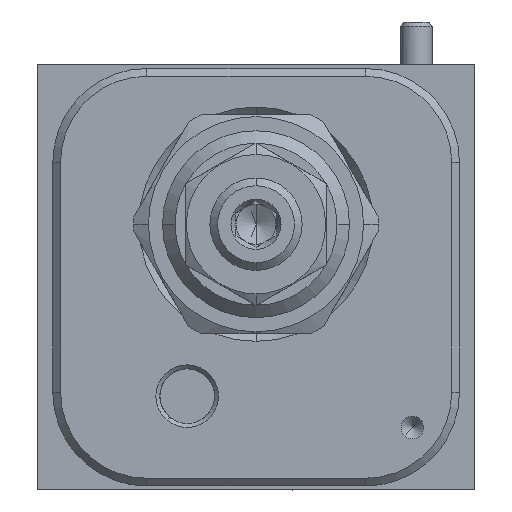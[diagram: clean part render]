
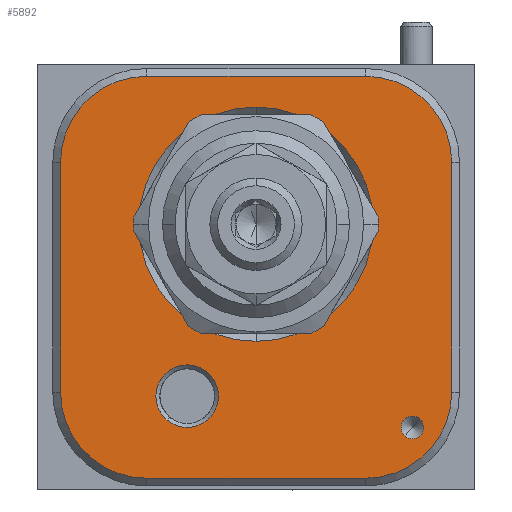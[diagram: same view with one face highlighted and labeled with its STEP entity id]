
A CAD part, front view. The second image highlights one B-rep face of the part: STEP entity #5892.
In plain terms, the highlighted planar face has unit normal (0, -1, 0).
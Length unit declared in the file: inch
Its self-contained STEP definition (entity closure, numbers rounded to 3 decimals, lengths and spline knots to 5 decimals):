
#2457=CARTESIAN_POINT('',(0.6,-4.875,0.375));
#2458=DIRECTION('',(0.,1.,0.));
#2459=DIRECTION('',(-0.643,0.,-0.766));
#2460=AXIS2_PLACEMENT_3D('',#2457,#2458,#2459);
#2462=CARTESIAN_POINT('',(0.6,-4.875,0.375));
#2463=DIRECTION('',(0.,1.,0.));
#2464=DIRECTION('',(0.643,0.,0.766));
#2465=AXIS2_PLACEMENT_3D('',#2462,#2463,#2464);
#2467=CARTESIAN_POINT('',(0.875,-4.875,1.062));
#2468=DIRECTION('',(0.,1.,0.));
#2469=DIRECTION('',(0.,0.,-1.));
#2470=AXIS2_PLACEMENT_3D('',#2467,#2468,#2469);
#2472=CARTESIAN_POINT('',(0.875,-4.875,1.062));
#2473=DIRECTION('',(0.,1.,0.));
#2474=DIRECTION('',(0.,0.,1.));
#2475=AXIS2_PLACEMENT_3D('',#2472,#2473,#2474);
#2477=CARTESIAN_POINT('',(1.5,-4.875,0.25));
#2478=DIRECTION('',(0.,1.,0.));
#2479=DIRECTION('',(-0.643,0.,-0.766));
#2480=AXIS2_PLACEMENT_3D('',#2477,#2478,#2479);
#2482=CARTESIAN_POINT('',(1.5,-4.875,0.25));
#2483=DIRECTION('',(0.,1.,0.));
#2484=DIRECTION('',(0.643,0.,0.766));
#2485=AXIS2_PLACEMENT_3D('',#2482,#2483,#2484);
#3217=CARTESIAN_POINT('',(1.313,-4.875,1.309));
#3218=DIRECTION('',(0.,1.,0.));
#3219=DIRECTION('',(0.,0.,1.));
#3220=AXIS2_PLACEMENT_3D('',#3217,#3218,#3219);
#3231=DIRECTION('',(1.,0.,0.));
#3232=VECTOR('',#3231,0.875);
#3233=CARTESIAN_POINT('',(0.438,-4.875,1.653));
#3234=LINE('',#3233,#3232);
#3243=CARTESIAN_POINT('',(0.438,-4.875,1.309));
#3244=DIRECTION('',(0.,1.,0.));
#3245=DIRECTION('',(-1.,0.,0.));
#3246=AXIS2_PLACEMENT_3D('',#3243,#3244,#3245);
#3257=DIRECTION('',(0.,0.,1.));
#3258=VECTOR('',#3257,0.918);
#3259=CARTESIAN_POINT('',(0.094,-4.875,0.391));
#3260=LINE('',#3259,#3258);
#3269=CARTESIAN_POINT('',(0.438,-4.875,0.391));
#3270=DIRECTION('',(0.,1.,0.));
#3271=DIRECTION('',(0.,0.,-1.));
#3272=AXIS2_PLACEMENT_3D('',#3269,#3270,#3271);
#3283=DIRECTION('',(-1.,0.,0.));
#3284=VECTOR('',#3283,0.875);
#3285=CARTESIAN_POINT('',(1.313,-4.875,0.047));
#3286=LINE('',#3285,#3284);
#3291=CARTESIAN_POINT('',(1.313,-4.875,0.391));
#3292=DIRECTION('',(0.,1.,0.));
#3293=DIRECTION('',(1.,0.,0.));
#3294=AXIS2_PLACEMENT_3D('',#3291,#3292,#3293);
#3309=DIRECTION('',(0.,0.,-1.));
#3310=VECTOR('',#3309,0.918);
#3311=CARTESIAN_POINT('',(1.657,-4.875,1.309));
#3312=LINE('',#3311,#3310);
#4445=CARTESIAN_POINT('',(0.51965,-4.875,0.27924));
#4446=CARTESIAN_POINT('',(0.68035,-4.875,0.47076));
#4447=VERTEX_POINT('',#4445);
#4448=VERTEX_POINT('',#4446);
#4492=CARTESIAN_POINT('',(0.875,-4.875,0.594));
#4493=CARTESIAN_POINT('',(0.875,-4.875,1.53));
#4494=VERTEX_POINT('',#4492);
#4495=VERTEX_POINT('',#4493);
#4544=CARTESIAN_POINT('',(1.313,-4.875,0.047));
#4545=CARTESIAN_POINT('',(0.438,-4.875,0.047));
#4546=VERTEX_POINT('',#4544);
#4547=VERTEX_POINT('',#4545);
#4552=CARTESIAN_POINT('',(0.094,-4.875,0.391));
#4553=VERTEX_POINT('',#4552);
#4556=CARTESIAN_POINT('',(0.094,-4.875,1.309));
#4557=VERTEX_POINT('',#4556);
#4560=CARTESIAN_POINT('',(0.438,-4.875,1.653));
#4561=VERTEX_POINT('',#4560);
#4564=CARTESIAN_POINT('',(1.313,-4.875,1.653));
#4565=VERTEX_POINT('',#4564);
#4568=CARTESIAN_POINT('',(1.657,-4.875,1.309));
#4569=VERTEX_POINT('',#4568);
#4572=CARTESIAN_POINT('',(1.657,-4.875,0.391));
#4573=VERTEX_POINT('',#4572);
#4592=CARTESIAN_POINT('',(1.47107,-4.875,0.21553));
#4593=CARTESIAN_POINT('',(1.52893,-4.875,0.28447));
#4594=VERTEX_POINT('',#4592);
#4595=VERTEX_POINT('',#4593);
#5852=CARTESIAN_POINT('',(0.,-4.875,0.));
#5853=DIRECTION('',(0.,-1.,0.));
#5854=DIRECTION('',(1.,0.,0.));
#5855=AXIS2_PLACEMENT_3D('',#5852,#5853,#5854);
#5856=PLANE('',#5855);
#5858=ORIENTED_EDGE('',*,*,#5857,.T.);
#5860=ORIENTED_EDGE('',*,*,#5859,.T.);
#5862=ORIENTED_EDGE('',*,*,#5861,.T.);
#5864=ORIENTED_EDGE('',*,*,#5863,.T.);
#5866=ORIENTED_EDGE('',*,*,#5865,.T.);
#5868=ORIENTED_EDGE('',*,*,#5867,.T.);
#5870=ORIENTED_EDGE('',*,*,#5869,.T.);
#5872=ORIENTED_EDGE('',*,*,#5871,.T.);
#5873=EDGE_LOOP('',(#5858,#5860,#5862,#5864,#5866,#5868,#5870,#5872));
#5874=FACE_OUTER_BOUND('',#5873,.F.);
#5875=ORIENTED_EDGE('',*,*,#5842,.F.);
#5877=ORIENTED_EDGE('',*,*,#5876,.F.);
#5878=EDGE_LOOP('',(#5875,#5877));
#5879=FACE_BOUND('',#5878,.F.);
#5881=ORIENTED_EDGE('',*,*,#5880,.F.);
#5883=ORIENTED_EDGE('',*,*,#5882,.F.);
#5884=EDGE_LOOP('',(#5881,#5883));
#5885=FACE_BOUND('',#5884,.F.);
#5887=ORIENTED_EDGE('',*,*,#5886,.F.);
#5889=ORIENTED_EDGE('',*,*,#5888,.F.);
#5890=EDGE_LOOP('',(#5887,#5889));
#5891=FACE_BOUND('',#5890,.F.);
#5892=ADVANCED_FACE('',(#5874,#5879,#5885,#5891),#5856,.T.);
#2461=CIRCLE('',#2460,0.125);
#2466=CIRCLE('',#2465,0.125);
#2471=CIRCLE('',#2470,0.468);
#2476=CIRCLE('',#2475,0.468);
#2481=CIRCLE('',#2480,0.045);
#2486=CIRCLE('',#2485,0.045);
#3221=CIRCLE('',#3220,0.344);
#3247=CIRCLE('',#3246,0.344);
#3273=CIRCLE('',#3272,0.344);
#3295=CIRCLE('',#3294,0.344);
#5842=EDGE_CURVE('',#4494,#4495,#2471,.T.);
#5857=EDGE_CURVE('',#4565,#4569,#3221,.T.);
#5859=EDGE_CURVE('',#4569,#4573,#3312,.T.);
#5861=EDGE_CURVE('',#4573,#4546,#3295,.T.);
#5863=EDGE_CURVE('',#4546,#4547,#3286,.T.);
#5865=EDGE_CURVE('',#4547,#4553,#3273,.T.);
#5867=EDGE_CURVE('',#4553,#4557,#3260,.T.);
#5869=EDGE_CURVE('',#4557,#4561,#3247,.T.);
#5871=EDGE_CURVE('',#4561,#4565,#3234,.T.);
#5876=EDGE_CURVE('',#4495,#4494,#2476,.T.);
#5880=EDGE_CURVE('',#4447,#4448,#2461,.T.);
#5882=EDGE_CURVE('',#4448,#4447,#2466,.T.);
#5886=EDGE_CURVE('',#4594,#4595,#2481,.T.);
#5888=EDGE_CURVE('',#4595,#4594,#2486,.T.);
